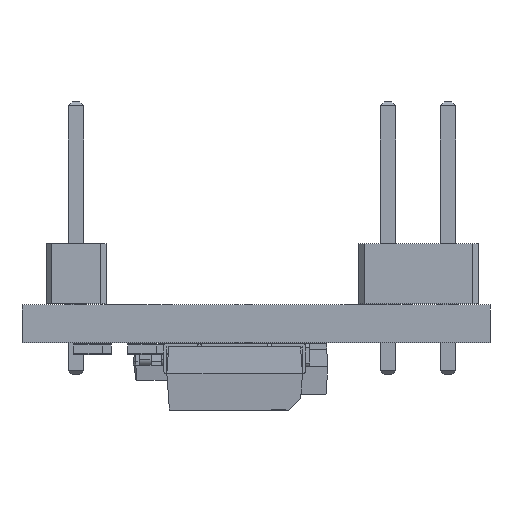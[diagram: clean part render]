
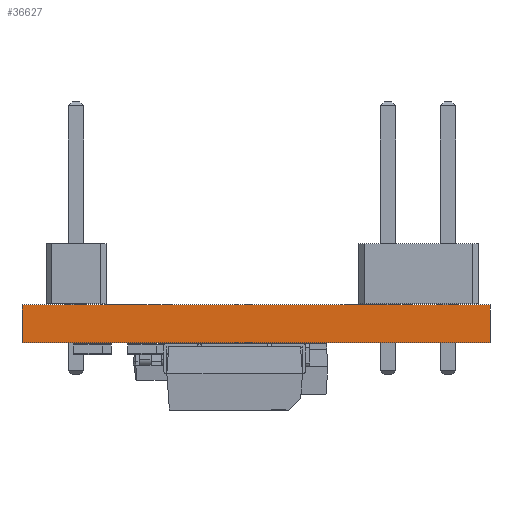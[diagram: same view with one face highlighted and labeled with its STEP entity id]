
A CAD part, front view. The second image highlights one B-rep face of the part: STEP entity #36627.
In plain terms, the highlighted planar face has unit normal (0, -1, 0).
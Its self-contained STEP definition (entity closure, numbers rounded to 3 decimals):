
#35193 = PLANE('',#35194);
#35194 = AXIS2_PLACEMENT_3D('',#35195,#35196,#35197);
#35195 = CARTESIAN_POINT('',(20.066,0.254,0.));
#35196 = DIRECTION('',(-1.,0.,0.));
#35197 = DIRECTION('',(0.,1.,0.));
#35221 = PLANE('',#35222);
#35222 = AXIS2_PLACEMENT_3D('',#35223,#35224,#35225);
#35223 = CARTESIAN_POINT('',(10.16,20.32,1.6));
#35224 = DIRECTION('',(0.,0.,1.));
#35225 = DIRECTION('',(1.,0.,-0.));
#35249 = PLANE('',#35250);
#35250 = AXIS2_PLACEMENT_3D('',#35251,#35252,#35253);
#35251 = CARTESIAN_POINT('',(0.254,40.386,0.));
#35252 = DIRECTION('',(1.,0.,-0.));
#35253 = DIRECTION('',(0.,-1.,0.));
#35275 = PLANE('',#35276);
#35276 = AXIS2_PLACEMENT_3D('',#35277,#35278,#35279);
#35277 = CARTESIAN_POINT('',(10.16,20.32,0.));
#35278 = DIRECTION('',(0.,0.,1.));
#35279 = DIRECTION('',(1.,0.,-0.));
#35290 = EDGE_CURVE('',#35291,#35293,#35295,.T.);
#35291 = VERTEX_POINT('',#35292);
#35292 = CARTESIAN_POINT('',(20.066,0.254,0.));
#35293 = VERTEX_POINT('',#35294);
#35294 = CARTESIAN_POINT('',(20.066,0.254,1.6));
#35295 = SURFACE_CURVE('',#35296,(#35300,#35307),.PCURVE_S1.);
#35296 = LINE('',#35297,#35298);
#35297 = CARTESIAN_POINT('',(20.066,0.254,0.));
#35298 = VECTOR('',#35299,1.);
#35299 = DIRECTION('',(0.,0.,1.));
#35300 = PCURVE('',#35193,#35301);
#35301 = DEFINITIONAL_REPRESENTATION('',(#35302),#35306);
#35302 = LINE('',#35303,#35304);
#35303 = CARTESIAN_POINT('',(0.,0.));
#35304 = VECTOR('',#35305,1.);
#35305 = DIRECTION('',(0.,-1.));
#35306 = ( GEOMETRIC_REPRESENTATION_CONTEXT(2) 
PARAMETRIC_REPRESENTATION_CONTEXT() REPRESENTATION_CONTEXT('2D SPACE',''
  ) );
#35307 = PCURVE('',#35308,#35313);
#35308 = PLANE('',#35309);
#35309 = AXIS2_PLACEMENT_3D('',#35310,#35311,#35312);
#35310 = CARTESIAN_POINT('',(0.254,0.254,0.));
#35311 = DIRECTION('',(0.,1.,0.));
#35312 = DIRECTION('',(1.,0.,0.));
#35313 = DEFINITIONAL_REPRESENTATION('',(#35314),#35318);
#35314 = LINE('',#35315,#35316);
#35315 = CARTESIAN_POINT('',(19.812,0.));
#35316 = VECTOR('',#35317,1.);
#35317 = DIRECTION('',(0.,-1.));
#35318 = ( GEOMETRIC_REPRESENTATION_CONTEXT(2) 
PARAMETRIC_REPRESENTATION_CONTEXT() REPRESENTATION_CONTEXT('2D SPACE',''
  ) );
#35368 = VERTEX_POINT('',#35369);
#35369 = CARTESIAN_POINT('',(0.254,0.254,1.6));
#35390 = EDGE_CURVE('',#35391,#35368,#35393,.T.);
#35391 = VERTEX_POINT('',#35392);
#35392 = CARTESIAN_POINT('',(0.254,0.254,0.));
#35393 = SURFACE_CURVE('',#35394,(#35398,#35405),.PCURVE_S1.);
#35394 = LINE('',#35395,#35396);
#35395 = CARTESIAN_POINT('',(0.254,0.254,0.));
#35396 = VECTOR('',#35397,1.);
#35397 = DIRECTION('',(0.,0.,1.));
#35398 = PCURVE('',#35249,#35399);
#35399 = DEFINITIONAL_REPRESENTATION('',(#35400),#35404);
#35400 = LINE('',#35401,#35402);
#35401 = CARTESIAN_POINT('',(40.132,0.));
#35402 = VECTOR('',#35403,1.);
#35403 = DIRECTION('',(0.,-1.));
#35404 = ( GEOMETRIC_REPRESENTATION_CONTEXT(2) 
PARAMETRIC_REPRESENTATION_CONTEXT() REPRESENTATION_CONTEXT('2D SPACE',''
  ) );
#35405 = PCURVE('',#35308,#35406);
#35406 = DEFINITIONAL_REPRESENTATION('',(#35407),#35411);
#35407 = LINE('',#35408,#35409);
#35408 = CARTESIAN_POINT('',(0.,0.));
#35409 = VECTOR('',#35410,1.);
#35410 = DIRECTION('',(0.,-1.));
#35411 = ( GEOMETRIC_REPRESENTATION_CONTEXT(2) 
PARAMETRIC_REPRESENTATION_CONTEXT() REPRESENTATION_CONTEXT('2D SPACE',''
  ) );
#35439 = EDGE_CURVE('',#35391,#35291,#35440,.T.);
#35440 = SURFACE_CURVE('',#35441,(#35445,#35452),.PCURVE_S1.);
#35441 = LINE('',#35442,#35443);
#35442 = CARTESIAN_POINT('',(0.254,0.254,0.));
#35443 = VECTOR('',#35444,1.);
#35444 = DIRECTION('',(1.,0.,0.));
#35445 = PCURVE('',#35275,#35446);
#35446 = DEFINITIONAL_REPRESENTATION('',(#35447),#35451);
#35447 = LINE('',#35448,#35449);
#35448 = CARTESIAN_POINT('',(-9.906,-20.066));
#35449 = VECTOR('',#35450,1.);
#35450 = DIRECTION('',(1.,0.));
#35451 = ( GEOMETRIC_REPRESENTATION_CONTEXT(2) 
PARAMETRIC_REPRESENTATION_CONTEXT() REPRESENTATION_CONTEXT('2D SPACE',''
  ) );
#35452 = PCURVE('',#35308,#35453);
#35453 = DEFINITIONAL_REPRESENTATION('',(#35454),#35458);
#35454 = LINE('',#35455,#35456);
#35455 = CARTESIAN_POINT('',(0.,0.));
#35456 = VECTOR('',#35457,1.);
#35457 = DIRECTION('',(1.,0.));
#35458 = ( GEOMETRIC_REPRESENTATION_CONTEXT(2) 
PARAMETRIC_REPRESENTATION_CONTEXT() REPRESENTATION_CONTEXT('2D SPACE',''
  ) );
#36086 = EDGE_CURVE('',#35368,#35293,#36087,.T.);
#36087 = SURFACE_CURVE('',#36088,(#36092,#36099),.PCURVE_S1.);
#36088 = LINE('',#36089,#36090);
#36089 = CARTESIAN_POINT('',(0.254,0.254,1.6));
#36090 = VECTOR('',#36091,1.);
#36091 = DIRECTION('',(1.,0.,0.));
#36092 = PCURVE('',#35221,#36093);
#36093 = DEFINITIONAL_REPRESENTATION('',(#36094),#36098);
#36094 = LINE('',#36095,#36096);
#36095 = CARTESIAN_POINT('',(-9.906,-20.066));
#36096 = VECTOR('',#36097,1.);
#36097 = DIRECTION('',(1.,0.));
#36098 = ( GEOMETRIC_REPRESENTATION_CONTEXT(2) 
PARAMETRIC_REPRESENTATION_CONTEXT() REPRESENTATION_CONTEXT('2D SPACE',''
  ) );
#36099 = PCURVE('',#35308,#36100);
#36100 = DEFINITIONAL_REPRESENTATION('',(#36101),#36105);
#36101 = LINE('',#36102,#36103);
#36102 = CARTESIAN_POINT('',(0.,-1.6));
#36103 = VECTOR('',#36104,1.);
#36104 = DIRECTION('',(1.,0.));
#36105 = ( GEOMETRIC_REPRESENTATION_CONTEXT(2) 
PARAMETRIC_REPRESENTATION_CONTEXT() REPRESENTATION_CONTEXT('2D SPACE',''
  ) );
#36627 = ADVANCED_FACE('',(#36628),#35308,.F.);
#36628 = FACE_BOUND('',#36629,.F.);
#36629 = EDGE_LOOP('',(#36630,#36631,#36632,#36633));
#36630 = ORIENTED_EDGE('',*,*,#35390,.T.);
#36631 = ORIENTED_EDGE('',*,*,#36086,.T.);
#36632 = ORIENTED_EDGE('',*,*,#35290,.F.);
#36633 = ORIENTED_EDGE('',*,*,#35439,.F.);
